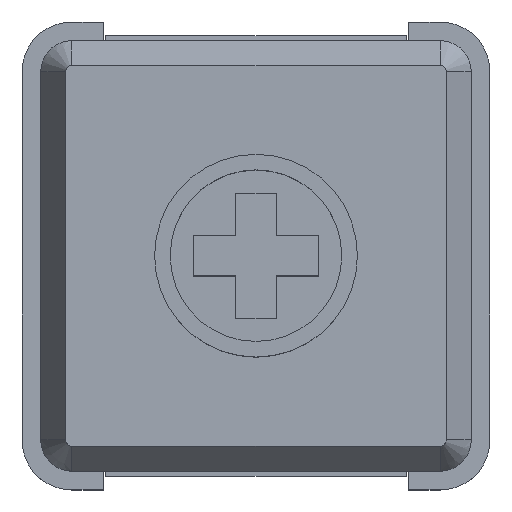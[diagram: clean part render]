
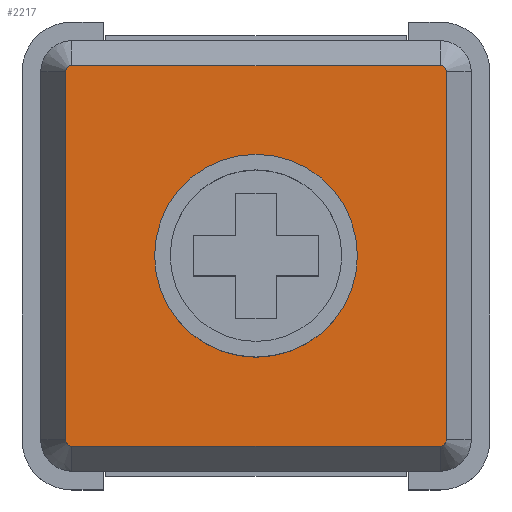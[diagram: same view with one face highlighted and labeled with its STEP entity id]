
A CAD part, top view. The second image highlights one B-rep face of the part: STEP entity #2217.
In plain terms, the highlighted planar face has unit normal (0, 0, 1).
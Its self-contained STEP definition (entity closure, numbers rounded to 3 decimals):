
#37=FACE_BOUND('',#349,.T.);
#76=CIRCLE('',#2392,0.2);
#78=CIRCLE('',#2395,0.2);
#80=CIRCLE('',#2400,0.2);
#82=CIRCLE('',#2403,0.2);
#86=CIRCLE('',#2413,3.25);
#210=FACE_OUTER_BOUND('',#348,.T.);
#348=EDGE_LOOP('',(#1834,#1835,#1836,#1837,#1838,#1839,#1840,#1841));
#349=EDGE_LOOP('',(#1842));
#567=LINE('',#3516,#826);
#572=LINE('',#3534,#831);
#576=LINE('',#3542,#835);
#580=LINE('',#3555,#839);
#826=VECTOR('',#2863,10.);
#831=VECTOR('',#2882,10.);
#835=VECTOR('',#2888,10.);
#839=VECTOR('',#2906,10.);
#1041=VERTEX_POINT('',#3513);
#1042=VERTEX_POINT('',#3515);
#1044=VERTEX_POINT('',#3521);
#1047=VERTEX_POINT('',#3528);
#1048=VERTEX_POINT('',#3533);
#1051=VERTEX_POINT('',#3540);
#1052=VERTEX_POINT('',#3545);
#1053=VERTEX_POINT('',#3550);
#1058=VERTEX_POINT('',#3574);
#1305=EDGE_CURVE('',#1041,#1042,#567,.T.);
#1308=EDGE_CURVE('',#1042,#1044,#76,.T.);
#1312=EDGE_CURVE('',#1047,#1041,#78,.T.);
#1314=EDGE_CURVE('',#1044,#1048,#572,.T.);
#1318=EDGE_CURVE('',#1051,#1047,#576,.T.);
#1320=EDGE_CURVE('',#1048,#1052,#80,.T.);
#1324=EDGE_CURVE('',#1053,#1051,#82,.T.);
#1326=EDGE_CURVE('',#1052,#1053,#580,.T.);
#1336=EDGE_CURVE('',#1058,#1058,#86,.T.);
#1834=ORIENTED_EDGE('',*,*,#1305,.F.);
#1835=ORIENTED_EDGE('',*,*,#1312,.F.);
#1836=ORIENTED_EDGE('',*,*,#1318,.F.);
#1837=ORIENTED_EDGE('',*,*,#1324,.F.);
#1838=ORIENTED_EDGE('',*,*,#1326,.F.);
#1839=ORIENTED_EDGE('',*,*,#1320,.F.);
#1840=ORIENTED_EDGE('',*,*,#1314,.F.);
#1841=ORIENTED_EDGE('',*,*,#1308,.F.);
#1842=ORIENTED_EDGE('',*,*,#1336,.T.);
#2096=PLANE('',#2412);
#2217=ADVANCED_FACE('',(#210,#37),#2096,.T.);
#2392=AXIS2_PLACEMENT_3D('',#3522,#2868,#2869);
#2395=AXIS2_PLACEMENT_3D('',#3530,#2876,#2877);
#2400=AXIS2_PLACEMENT_3D('',#3546,#2892,#2893);
#2403=AXIS2_PLACEMENT_3D('',#3552,#2900,#2901);
#2412=AXIS2_PLACEMENT_3D('',#3573,#2926,#2927);
#2413=AXIS2_PLACEMENT_3D('',#3575,#2928,#2929);
#2863=DIRECTION('',(1.,0.,0.));
#2868=DIRECTION('center_axis',(0.,0.,-1.));
#2869=DIRECTION('ref_axis',(1.,0.,0.));
#2876=DIRECTION('center_axis',(0.,0.,-1.));
#2877=DIRECTION('ref_axis',(-1.,0.,0.));
#2882=DIRECTION('',(0.,-1.,0.));
#2888=DIRECTION('',(0.,1.,0.));
#2892=DIRECTION('center_axis',(0.,0.,-1.));
#2893=DIRECTION('ref_axis',(1.,0.,0.));
#2900=DIRECTION('center_axis',(0.,0.,-1.));
#2901=DIRECTION('ref_axis',(-1.,0.,0.));
#2906=DIRECTION('',(-1.,0.,0.));
#2926=DIRECTION('center_axis',(0.,0.,1.));
#2927=DIRECTION('ref_axis',(1.,0.,0.));
#2928=DIRECTION('center_axis',(0.,0.,-1.));
#2929=DIRECTION('ref_axis',(1.,0.,0.));
#3513=CARTESIAN_POINT('',(28.754,26.339,3.1));
#3515=CARTESIAN_POINT('',(40.554,26.339,3.1));
#3516=CARTESIAN_POINT('',(37.104,26.339,3.1));
#3521=CARTESIAN_POINT('',(40.754,26.139,3.1));
#3522=CARTESIAN_POINT('Origin',(40.554,26.139,3.1));
#3528=CARTESIAN_POINT('',(28.554,26.139,3.1));
#3530=CARTESIAN_POINT('Origin',(28.754,26.139,3.1));
#3533=CARTESIAN_POINT('',(40.754,14.339,3.1));
#3534=CARTESIAN_POINT('',(40.754,17.289,3.1));
#3540=CARTESIAN_POINT('',(28.554,14.339,3.1));
#3542=CARTESIAN_POINT('',(28.554,23.189,3.1));
#3545=CARTESIAN_POINT('',(40.554,14.139,3.1));
#3546=CARTESIAN_POINT('Origin',(40.554,14.339,3.1));
#3550=CARTESIAN_POINT('',(28.754,14.139,3.1));
#3552=CARTESIAN_POINT('Origin',(28.754,14.339,3.1));
#3555=CARTESIAN_POINT('',(32.204,14.139,3.1));
#3573=CARTESIAN_POINT('Origin',(34.654,20.239,3.1));
#3574=CARTESIAN_POINT('',(31.404,20.239,3.1));
#3575=CARTESIAN_POINT('Origin',(34.654,20.239,3.1));
